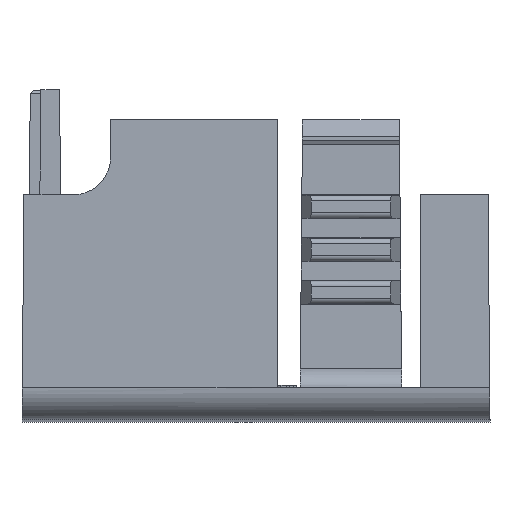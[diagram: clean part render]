
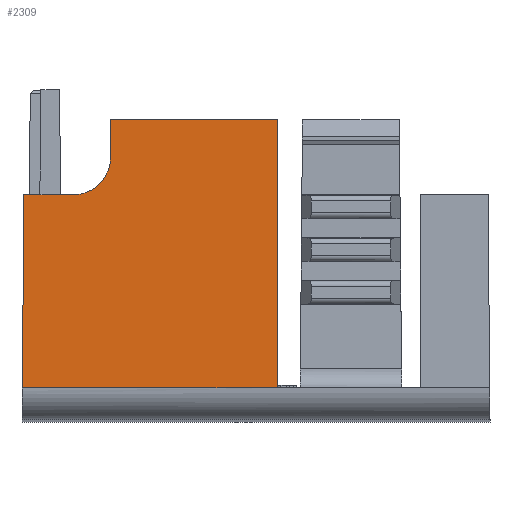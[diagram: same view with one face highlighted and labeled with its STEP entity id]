
A CAD part, top view. The second image highlights one B-rep face of the part: STEP entity #2309.
In plain terms, the highlighted planar face has unit normal (0, -0.009, 1).
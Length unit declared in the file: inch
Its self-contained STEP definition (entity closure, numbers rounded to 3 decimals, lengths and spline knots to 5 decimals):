
#7 = CARTESIAN_POINT ( 'NONE',  ( 23.39597, 0.47047, 13.96562 ) ) ;
#35 = VERTEX_POINT ( 'NONE', #7 ) ;
#412 = CARTESIAN_POINT ( 'NONE',  ( 23.47403, 0.62795, 13.967 ) ) ;
#432 = EDGE_CURVE ( 'NONE', #35, #3251, #2160, .T. ) ;
#562 = CARTESIAN_POINT ( 'NONE',  ( 23.47471, 0.54853, 13.9663 ) ) ;
#578 = VECTOR ( 'NONE', #2394, 39.37008 ) ;
#711 = CARTESIAN_POINT ( 'NONE',  ( 23.82356, 0.62795, 13.967 ) ) ;
#836 = LINE ( 'NONE', #924, #6540 ) ;
#838 = VECTOR ( 'NONE', #8135, 39.37008 ) ;
#865 = EDGE_CURVE ( 'NONE', #2760, #5298, #4317, .T. ) ;
#901 = CARTESIAN_POINT ( 'NONE',  ( 23.47403, 0.47047, 13.96562 ) ) ;
#924 = CARTESIAN_POINT ( 'NONE',  ( 23.47103, 0.12696, 13.96263 ) ) ;
#1033 = PLANE ( 'NONE',  #4208 ) ;
#1152 = DIRECTION ( 'NONE',  ( 0., -1., -0.009 ) ) ;
#1343 = ORIENTED_EDGE ( 'NONE', *, *, #3613, .T. ) ;
#1496 = CARTESIAN_POINT ( 'NONE',  ( 23.29309, 0.47047, 13.96562 ) ) ;
#1647 = DIRECTION ( 'NONE',  ( -1., 0., 0. ) ) ;
#1800 = CARTESIAN_POINT ( 'NONE',  ( 24.2693, 0.06635, 13.9621 ) ) ;
#2160 = LINE ( 'NONE', #901, #4058 ) ;
#2309 = ADVANCED_FACE ( 'NONE', ( #4301 ), #1033, .T. ) ;
#2394 = DIRECTION ( 'NONE',  ( 1., 0., 0. ) ) ;
#2454 = EDGE_LOOP ( 'NONE', ( #4424, #1343, #3273, #8022, #3219, #3789, #3195 ) ) ;
#2617 = DIRECTION ( 'NONE',  ( 0., -0.009, 1. ) ) ;
#2760 = VERTEX_POINT ( 'NONE', #5089 ) ;
#2891 = EDGE_CURVE ( 'NONE', #6041, #4877, #836, .T. ) ;
#3195 = ORIENTED_EDGE ( 'NONE', *, *, #7404, .T. ) ;
#3219 = ORIENTED_EDGE ( 'NONE', *, *, #7373, .T. ) ;
#3251 = VERTEX_POINT ( 'NONE', #1496 ) ;
#3273 = ORIENTED_EDGE ( 'NONE', *, *, #6405, .F. ) ;
#3407 = CARTESIAN_POINT ( 'NONE',  ( 23.44178, 0.47047, 13.96562 ) ) ;
#3584 = CARTESIAN_POINT ( 'NONE',  ( 23.47403, 0.62795, 13.967 ) ) ;
#3613 = EDGE_CURVE ( 'NONE', #5298, #4949, #6888, .T. ) ;
#3789 = ORIENTED_EDGE ( 'NONE', *, *, #432, .T. ) ;
#4058 = VECTOR ( 'NONE', #1647, 39.37008 ) ;
#4208 = AXIS2_PLACEMENT_3D ( 'NONE', #412, #2617, #1152 ) ;
#4242 = CARTESIAN_POINT ( 'NONE',  ( 23.39597, 0.47047, 13.96562 ) ) ;
#4301 = FACE_OUTER_BOUND ( 'NONE', #2454, .T. ) ;
#4317 = LINE ( 'NONE', #1800, #578 ) ;
#4424 = ORIENTED_EDGE ( 'NONE', *, *, #865, .T. ) ;
#4573 = CARTESIAN_POINT ( 'NONE',  ( 23.8236, 0.06635, 13.9621 ) ) ;
#4840 = CARTESIAN_POINT ( 'NONE',  ( 23.47471, 0.54853, 13.9663 ) ) ;
#4877 = VERTEX_POINT ( 'NONE', #5761 ) ;
#4925 = VECTOR ( 'NONE', #5504, 39.37008 ) ;
#4949 = VERTEX_POINT ( 'NONE', #711 ) ;
#5041 = LINE ( 'NONE', #5718, #7162 ) ;
#5089 = CARTESIAN_POINT ( 'NONE',  ( 23.28957, 0.06635, 13.9621 ) ) ;
#5298 = VERTEX_POINT ( 'NONE', #4573 ) ;
#5504 = DIRECTION ( 'NONE',  ( 0., 1., 0.009 ) ) ;
#5718 = CARTESIAN_POINT ( 'NONE',  ( 23.28874, -0.02857, 13.96127 ) ) ;
#5761 = CARTESIAN_POINT ( 'NONE',  ( 23.4754, 0.62795, 13.967 ) ) ;
#5972 = DIRECTION ( 'NONE',  ( 0.009, 1., 0.009 ) ) ;
#6041 = VERTEX_POINT ( 'NONE', #562 ) ;
#6138 = CARTESIAN_POINT ( 'NONE',  ( 23.82356, 0.62798, 13.967 ) ) ;
#6274 = LINE ( 'NONE', #3584, #838 ) ;
#6405 = EDGE_CURVE ( 'NONE', #4877, #4949, #6274, .T. ) ;
#6540 = VECTOR ( 'NONE', #5972, 39.37008 ) ;
#6888 = LINE ( 'NONE', #6138, #4925 ) ;
#7162 = VECTOR ( 'NONE', #7526, 39.37008 ) ;
#7373 = EDGE_CURVE ( 'NONE', #6041, #35, #7855, .T. ) ;
#7404 = EDGE_CURVE ( 'NONE', #3251, #2760, #5041, .T. ) ;
#7526 = DIRECTION ( 'NONE',  ( -0.009, -1., -0.009 ) ) ;
#7855 =( BOUNDED_CURVE ( )  B_SPLINE_CURVE ( 3, ( #4840, #7961, #3407, #4242 ),
 .UNSPECIFIED., .F., .T. ) 
 B_SPLINE_CURVE_WITH_KNOTS ( ( 4, 4 ),
 ( 4.72112, 6.28319 ),
 .UNSPECIFIED. ) 
 CURVE ( )  GEOMETRIC_REPRESENTATION_ITEM ( )  RATIONAL_B_SPLINE_CURVE ( ( 1., 0.807, 0.807, 1. ) ) 
 REPRESENTATION_ITEM ( '' )  );
#7961 = CARTESIAN_POINT ( 'NONE',  ( 23.47431, 0.50272, 13.9659 ) ) ;
#8022 = ORIENTED_EDGE ( 'NONE', *, *, #2891, .F. ) ;
#8135 = DIRECTION ( 'NONE',  ( 1., 0., 0. ) ) ;
